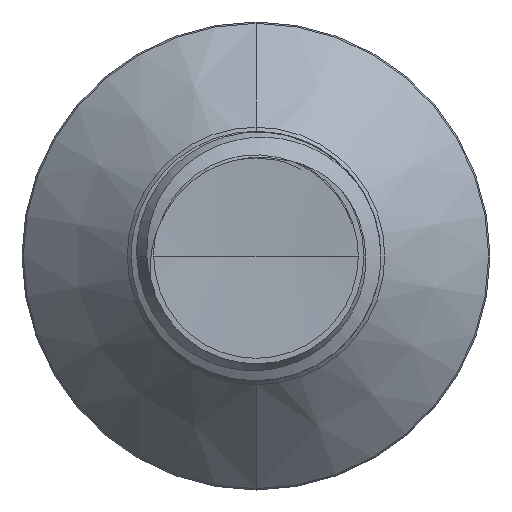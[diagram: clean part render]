
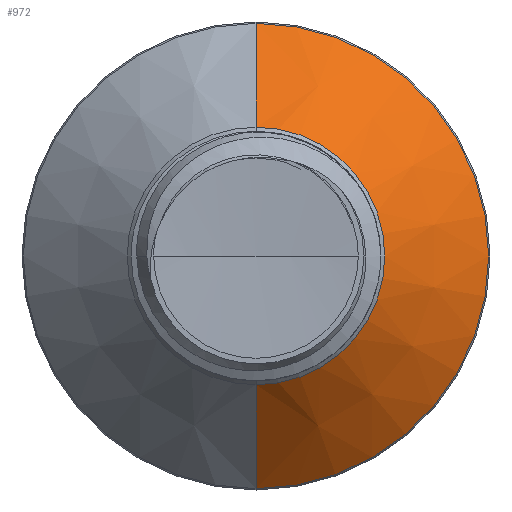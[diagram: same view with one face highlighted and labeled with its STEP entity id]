
A CAD part, front view. The second image highlights one B-rep face of the part: STEP entity #972.
In plain terms, the highlighted conical face has half-angle 45 degrees and reference radius 2.064 mm.
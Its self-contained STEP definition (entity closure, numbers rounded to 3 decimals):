
#327 = CARTESIAN_POINT ( 'NONE',  ( 0., 13.357, -3.728 ) ) ;
#972 = ADVANCED_FACE ( 'NONE', ( #32004 ), #16034, .T. ) ;
#1263 = EDGE_CURVE ( 'NONE', #20418, #3249, #28718, .T. ) ;
#1935 = VERTEX_POINT ( 'NONE', #31293 ) ;
#2313 = DIRECTION ( 'NONE',  ( 0., 1., 0. ) ) ;
#2524 = ORIENTED_EDGE ( 'NONE', *, *, #30724, .F. ) ;
#3249 = VERTEX_POINT ( 'NONE', #327 ) ;
#3323 = AXIS2_PLACEMENT_3D ( 'NONE', #6877, #9414, #29319 ) ;
#4697 = EDGE_CURVE ( 'NONE', #1935, #3249, #25483, .T. ) ;
#5141 = LINE ( 'NONE', #26653, #10240 ) ;
#6852 = DIRECTION ( 'NONE',  ( 0., 0.707, -0.707 ) ) ;
#6877 = CARTESIAN_POINT ( 'NONE',  ( 0., 11.693, 0. ) ) ;
#8035 = EDGE_CURVE ( 'NONE', #14629, #1935, #28229, .T. ) ;
#9414 = DIRECTION ( 'NONE',  ( 0., 1., 0. ) ) ;
#10137 = DIRECTION ( 'NONE',  ( 0., 1., 0. ) ) ;
#10240 = VECTOR ( 'NONE', #11525, 1000. ) ;
#11525 = DIRECTION ( 'NONE',  ( 0., 0.707, 0.707 ) ) ;
#11714 = AXIS2_PLACEMENT_3D ( 'NONE', #17404, #2313, #19957 ) ;
#14629 = VERTEX_POINT ( 'NONE', #18407 ) ;
#16034 = CONICAL_SURFACE ( 'NONE', #3323, 2.064, 0.785 ) ;
#16840 = AXIS2_PLACEMENT_3D ( 'NONE', #25250, #10137, #27812 ) ;
#17404 = CARTESIAN_POINT ( 'NONE',  ( 0., 11.693, 0. ) ) ;
#18407 = CARTESIAN_POINT ( 'NONE',  ( 0., 11.693, 2.064 ) ) ;
#18787 = VECTOR ( 'NONE', #6852, 1000. ) ;
#19957 = DIRECTION ( 'NONE',  ( 0., 0., 1. ) ) ;
#20418 = VERTEX_POINT ( 'NONE', #31726 ) ;
#24501 = CARTESIAN_POINT ( 'NONE',  ( 0., 11.693, -2.064 ) ) ;
#25250 = CARTESIAN_POINT ( 'NONE',  ( 0., 13.357, 0. ) ) ;
#25483 = LINE ( 'NONE', #24501, #18787 ) ;
#26653 = CARTESIAN_POINT ( 'NONE',  ( 0., 11.693, 2.064 ) ) ;
#27812 = DIRECTION ( 'NONE',  ( 0., 0., 1. ) ) ;
#28229 = CIRCLE ( 'NONE', #11714, 2.064 ) ;
#28718 = CIRCLE ( 'NONE', #16840, 3.728 ) ;
#29319 = DIRECTION ( 'NONE',  ( 0., 0., 1. ) ) ;
#29786 = ORIENTED_EDGE ( 'NONE', *, *, #8035, .T. ) ;
#30724 = EDGE_CURVE ( 'NONE', #14629, #20418, #5141, .T. ) ;
#30825 = ORIENTED_EDGE ( 'NONE', *, *, #4697, .T. ) ;
#31219 = EDGE_LOOP ( 'NONE', ( #29786, #30825, #31596, #2524 ) ) ;
#31293 = CARTESIAN_POINT ( 'NONE',  ( 0., 11.693, -2.064 ) ) ;
#31596 = ORIENTED_EDGE ( 'NONE', *, *, #1263, .F. ) ;
#31726 = CARTESIAN_POINT ( 'NONE',  ( 0., 13.357, 3.728 ) ) ;
#32004 = FACE_OUTER_BOUND ( 'NONE', #31219, .T. ) ;
